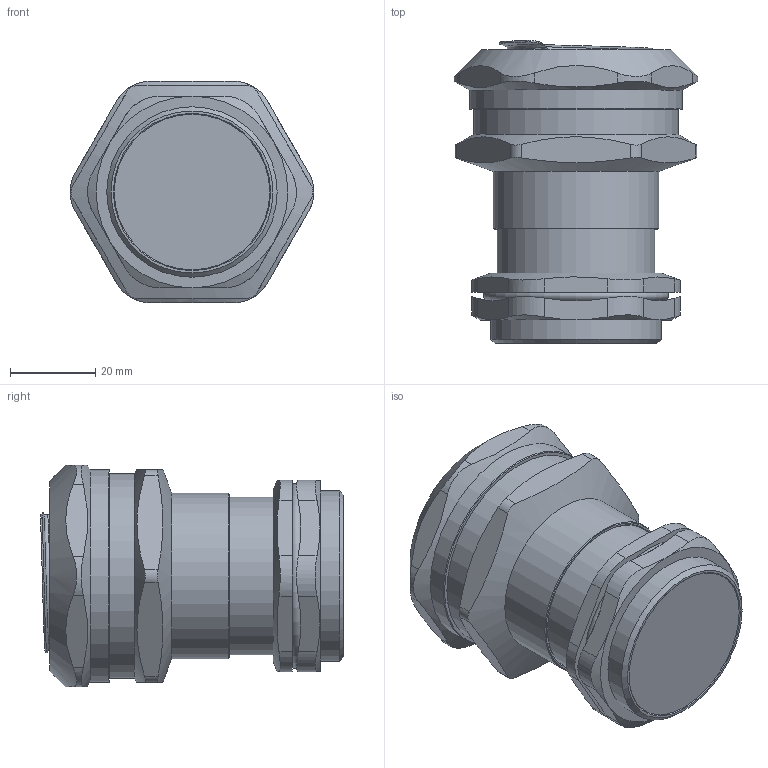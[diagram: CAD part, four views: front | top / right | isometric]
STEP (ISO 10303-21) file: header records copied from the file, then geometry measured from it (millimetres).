
FILE_DESCRIPTION(/* description */ (''),/* implementation_level */ '2;1');
FILE_NAME(/* name */ '',/* time_stamp */ '2025-07-01T11:06:52+07:00',/* author */ ('zeta-86'),/* organization */ (''),/* preprocessor_version */ 'ST-DEVELOPER v19.2',/* originating_system */ 'Autodesk Inventor 2024',/* authorisation */ '');
FILE_SCHEMA (('AUTOMOTIVE_DESIGN { 1 0 10303 214 3 1 1 }'));
Length unit declared in the file: millimetre
Products named in the file (1): Деталь1
Bounding box: 57.2 x 71.13 x 52 mm (x, y, z)
Volume: 108126.1 mm3; surface area: 16258.4 mm2
Topology: 1 solids, 1 shells, 96 faces, 240 edges, 155 vertices
Faces by surface type: plane 35, cylinder 31, cone 21, bspline 6, torus 3
Full cylindrical faces by diameter (mm): 37 x1, 38.8 x1, 40 x1, 48 x1, 50 x1
Entity records: 3920 total; most frequent: CARTESIAN_POINT 1842, ORIENTED_EDGE 480, DIRECTION 357, EDGE_CURVE 240, VERTEX_POINT 155, AXIS2_PLACEMENT_3D 144, EDGE_LOOP 105, FACE_OUTER_BOUND 96
